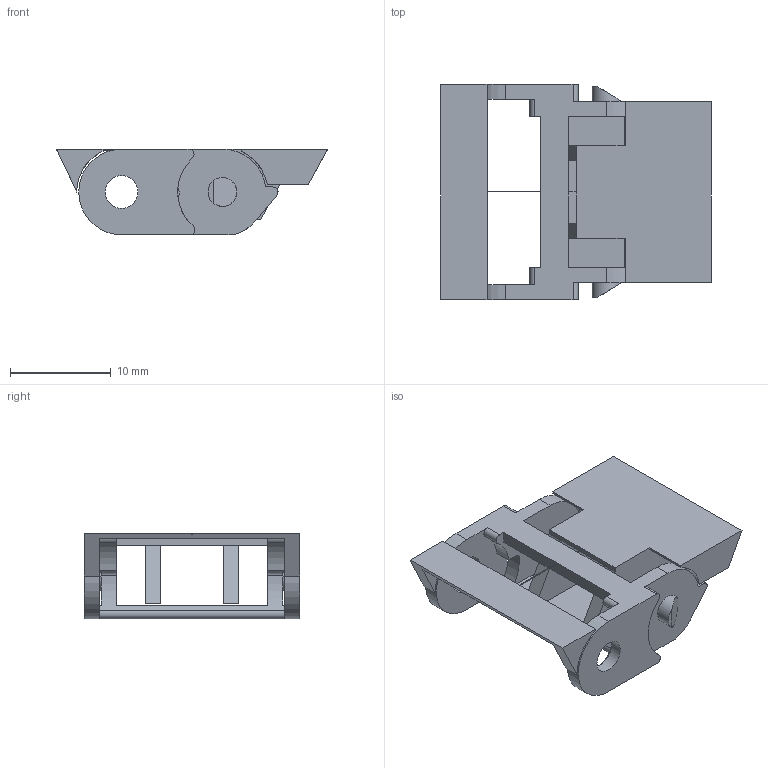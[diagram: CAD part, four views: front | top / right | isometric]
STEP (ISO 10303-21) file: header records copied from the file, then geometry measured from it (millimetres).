
FILE_DESCRIPTION(/* description */ (''),/* implementation_level */ '2;1');
FILE_NAME(/* name */ 'Dragchain segment.step',/* time_stamp */ '2025-12-19T12:19:42+01:00',/* author */ (''),/* organization */ (''),/* preprocessor_version */ 'ST-DEVELOPER v20.1',/* originating_system */ 'Autodesk Translation Framework v14.21.0.0',/* authorisation */ '');
FILE_SCHEMA (('AUTOMOTIVE_DESIGN { 1 0 10303 214 3 1 1 }'));
Length unit declared in the file: millimetre
Products named in the file (1): dragchain
Bounding box: 26.86 x 21.4 x 8.5 mm (x, y, z)
Volume: 1078 mm3; surface area: 2244.2 mm2
Topology: 1 solids, 1 shells, 103 faces, 305 edges, 200 vertices
Faces by surface type: plane 70, cylinder 31, cone 2
Full cylindrical faces by diameter (mm): 3.25 x2
Entity records: 3496 total; most frequent: ORIENTED_EDGE 610, CARTESIAN_POINT 609, DIRECTION 597, EDGE_CURVE 305, LINE 221, VECTOR 221, VERTEX_POINT 200, AXIS2_PLACEMENT_3D 188
